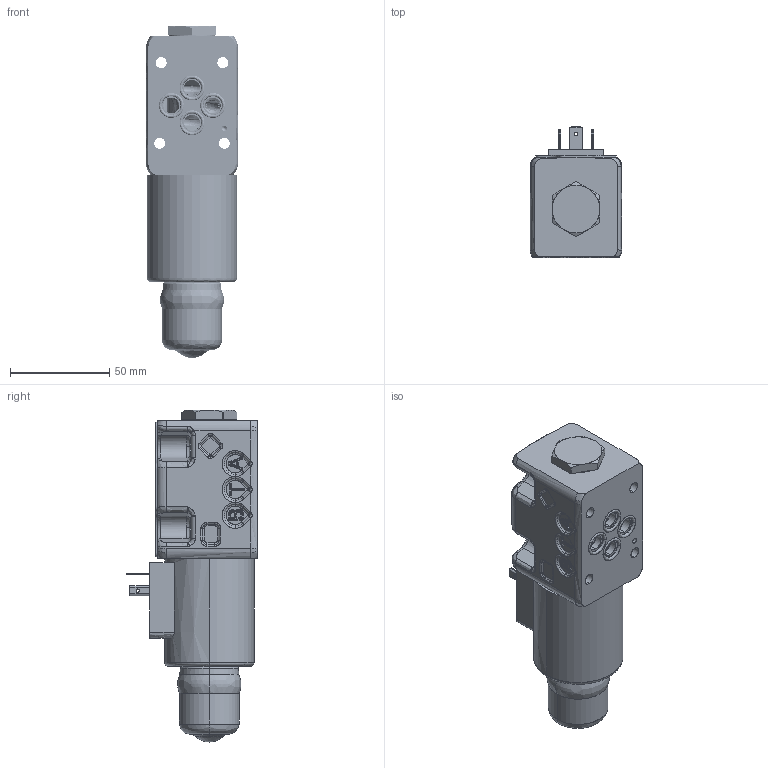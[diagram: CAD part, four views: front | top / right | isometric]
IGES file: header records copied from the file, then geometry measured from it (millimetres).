
Start section: SolidWorks IGES file using analytic representation for surfaces
Global section: file name: ADB3E--F-ES2.igs; native system: SolidWorks 2014; preprocessor: SolidWorks 2014; author: serviziopdm; date: 150325.153617; units: millimetre
Bounding box: 46 x 66.28 x 166.9 mm (x, y, z)
Surface area: 62821.5 mm2 (no closed solid volume)
Topology: 0 solids, 0 shells, 3079 faces, 28922 edges, 28854 vertices
Faces by surface type: bspline 2196, revolution 883
